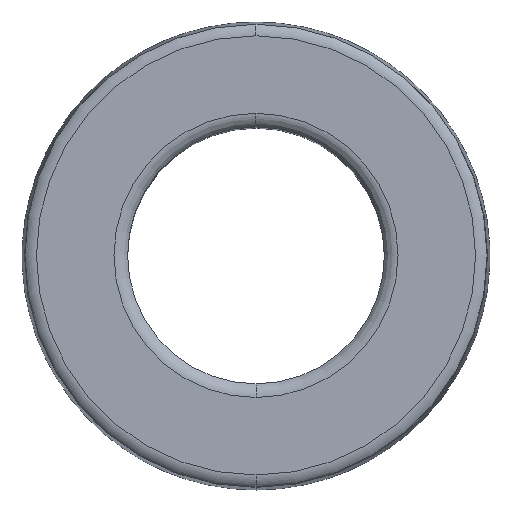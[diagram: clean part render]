
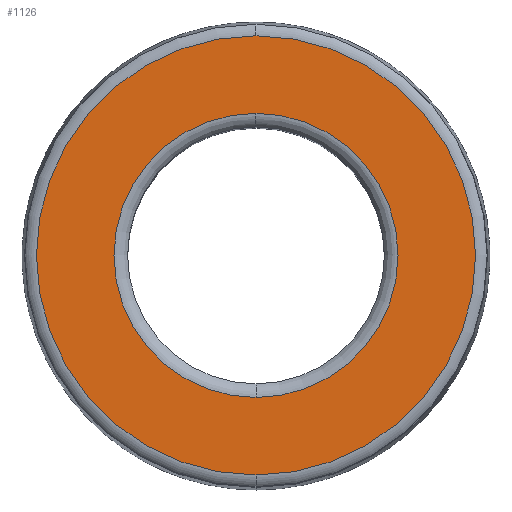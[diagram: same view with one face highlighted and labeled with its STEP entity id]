
A CAD part, top view. The second image highlights one B-rep face of the part: STEP entity #1126.
In plain terms, the highlighted planar face has unit normal (0, 0, 1).
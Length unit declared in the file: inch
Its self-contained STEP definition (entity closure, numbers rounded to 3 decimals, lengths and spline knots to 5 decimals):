
#29 = PLANE ( 'NONE',  #654 ) ;
#42 = DIRECTION ( 'NONE',  ( 0., 1., 0. ) ) ;
#86 = DIRECTION ( 'NONE',  ( 0., -1., 0. ) ) ;
#96 = AXIS2_PLACEMENT_3D ( 'NONE', #220, #2516, #2043 ) ;
#167 = CARTESIAN_POINT ( 'NONE',  ( 0., 0.40502, 0.62742 ) ) ;
#204 = CIRCLE ( 'NONE', #1113, 0.262 ) ;
#208 = DIRECTION ( 'NONE',  ( 0., -1., 0. ) ) ;
#220 = CARTESIAN_POINT ( 'NONE',  ( 0., 0., 0.62742 ) ) ;
#234 = CARTESIAN_POINT ( 'NONE',  ( 0., 0., 0.62742 ) ) ;
#308 = EDGE_LOOP ( 'NONE', ( #578, #2836 ) ) ;
#463 = FACE_OUTER_BOUND ( 'NONE', #308, .T. ) ;
#506 = FACE_BOUND ( 'NONE', #2918, .T. ) ;
#578 = ORIENTED_EDGE ( 'NONE', *, *, #2022, .F. ) ;
#653 = ORIENTED_EDGE ( 'NONE', *, *, #2362, .T. ) ;
#654 = AXIS2_PLACEMENT_3D ( 'NONE', #1661, #1205, #2067 ) ;
#903 = DIRECTION ( 'NONE',  ( 0., 0., -1. ) ) ;
#918 = ORIENTED_EDGE ( 'NONE', *, *, #2661, .T. ) ;
#960 = AXIS2_PLACEMENT_3D ( 'NONE', #2473, #2769, #86 ) ;
#1113 = AXIS2_PLACEMENT_3D ( 'NONE', #234, #903, #208 ) ;
#1126 = ADVANCED_FACE ( 'NONE', ( #506, #463 ), #29, .F. ) ;
#1205 = DIRECTION ( 'NONE',  ( 0., 0., -1. ) ) ;
#1293 = AXIS2_PLACEMENT_3D ( 'NONE', #2915, #2065, #42 ) ;
#1342 = CIRCLE ( 'NONE', #96, 0.40502 ) ;
#1438 = CIRCLE ( 'NONE', #1293, 0.40502 ) ;
#1456 = CARTESIAN_POINT ( 'NONE',  ( 0., -0.40503, 0.62742 ) ) ;
#1475 = EDGE_CURVE ( 'NONE', #2141, #1810, #1342, .T. ) ;
#1632 = CARTESIAN_POINT ( 'NONE',  ( -0.262, 0., 0.62742 ) ) ;
#1661 = CARTESIAN_POINT ( 'NONE',  ( 0., 0.40502, 0.62742 ) ) ;
#1810 = VERTEX_POINT ( 'NONE', #167 ) ;
#1879 = VERTEX_POINT ( 'NONE', #2530 ) ;
#2022 = EDGE_CURVE ( 'NONE', #1810, #2141, #1438, .T. ) ;
#2043 = DIRECTION ( 'NONE',  ( 0., 1., 0. ) ) ;
#2065 = DIRECTION ( 'NONE',  ( 0., 0., -1. ) ) ;
#2067 = DIRECTION ( 'NONE',  ( 0., 1., 0. ) ) ;
#2141 = VERTEX_POINT ( 'NONE', #1456 ) ;
#2362 = EDGE_CURVE ( 'NONE', #2765, #1879, #2536, .T. ) ;
#2473 = CARTESIAN_POINT ( 'NONE',  ( 0., 0., 0.62742 ) ) ;
#2516 = DIRECTION ( 'NONE',  ( 0., 0., -1. ) ) ;
#2530 = CARTESIAN_POINT ( 'NONE',  ( 0.262, 0., 0.62742 ) ) ;
#2536 = CIRCLE ( 'NONE', #960, 0.262 ) ;
#2661 = EDGE_CURVE ( 'NONE', #1879, #2765, #204, .T. ) ;
#2765 = VERTEX_POINT ( 'NONE', #1632 ) ;
#2769 = DIRECTION ( 'NONE',  ( 0., 0., -1. ) ) ;
#2836 = ORIENTED_EDGE ( 'NONE', *, *, #1475, .F. ) ;
#2915 = CARTESIAN_POINT ( 'NONE',  ( 0., 0., 0.62742 ) ) ;
#2918 = EDGE_LOOP ( 'NONE', ( #918, #653 ) ) ;
